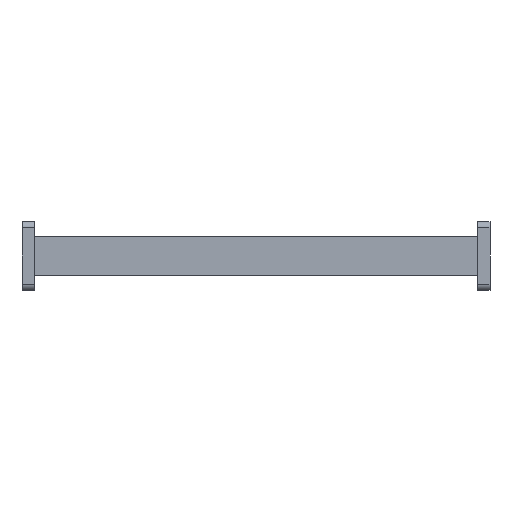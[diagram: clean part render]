
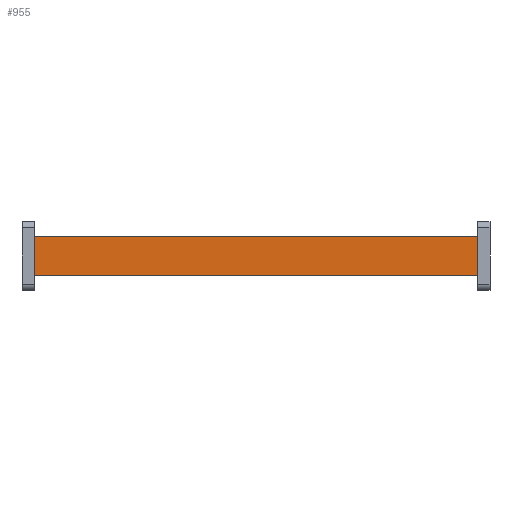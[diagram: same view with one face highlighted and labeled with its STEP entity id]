
A CAD part, front view. The second image highlights one B-rep face of the part: STEP entity #955.
In plain terms, the highlighted planar face has unit normal (0, -1, 0).
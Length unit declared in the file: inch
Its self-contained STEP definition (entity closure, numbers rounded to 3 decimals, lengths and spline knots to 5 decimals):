
#57 = DIRECTION ( 'NONE',  ( 0., 0., -1. ) ) ;
#93 = DIRECTION ( 'NONE',  ( 0., 1., 0. ) ) ;
#130 = EDGE_CURVE ( 'NONE', #656, #389, #981, .T. ) ;
#149 = CARTESIAN_POINT ( 'NONE',  ( 2.84252, -0.125, 0.25 ) ) ;
#156 = CARTESIAN_POINT ( 'NONE',  ( -2.84252, -0.125, -0.25 ) ) ;
#182 = LINE ( 'NONE', #1372, #381 ) ;
#187 = VECTOR ( 'NONE', #57, 39.37008 ) ;
#199 = PLANE ( 'NONE',  #692 ) ;
#251 = EDGE_CURVE ( 'NONE', #375, #1110, #783, .T. ) ;
#273 = EDGE_CURVE ( 'NONE', #375, #656, #182, .T. ) ;
#310 = FACE_OUTER_BOUND ( 'NONE', #1191, .T. ) ;
#325 = CARTESIAN_POINT ( 'NONE',  ( 2.84252, -0.125, -0.25 ) ) ;
#375 = VERTEX_POINT ( 'NONE', #149 ) ;
#381 = VECTOR ( 'NONE', #1098, 39.37008 ) ;
#389 = VERTEX_POINT ( 'NONE', #156 ) ;
#393 = ORIENTED_EDGE ( 'NONE', *, *, #273, .T. ) ;
#437 = CARTESIAN_POINT ( 'NONE',  ( 2.84252, -0.125, 0.25 ) ) ;
#455 = CARTESIAN_POINT ( 'NONE',  ( -2.84252, -0.125, 0.25 ) ) ;
#532 = DIRECTION ( 'NONE',  ( 0., 0., 1. ) ) ;
#550 = VECTOR ( 'NONE', #1464, 39.37008 ) ;
#656 = VERTEX_POINT ( 'NONE', #455 ) ;
#663 = ORIENTED_EDGE ( 'NONE', *, *, #1137, .F. ) ;
#692 = AXIS2_PLACEMENT_3D ( 'NONE', #1206, #93, #532 ) ;
#782 = DIRECTION ( 'NONE',  ( -1., 0., 0. ) ) ;
#783 = LINE ( 'NONE', #437, #550 ) ;
#791 = CARTESIAN_POINT ( 'NONE',  ( 2.84252, -0.125, -0.25 ) ) ;
#792 = VECTOR ( 'NONE', #782, 39.37008 ) ;
#887 = ORIENTED_EDGE ( 'NONE', *, *, #130, .T. ) ;
#927 = CARTESIAN_POINT ( 'NONE',  ( -2.84252, -0.125, 0.25 ) ) ;
#955 = ADVANCED_FACE ( 'NONE', ( #310 ), #199, .F. ) ;
#981 = LINE ( 'NONE', #927, #187 ) ;
#1098 = DIRECTION ( 'NONE',  ( -1., 0., 0. ) ) ;
#1110 = VERTEX_POINT ( 'NONE', #791 ) ;
#1137 = EDGE_CURVE ( 'NONE', #1110, #389, #1266, .T. ) ;
#1191 = EDGE_LOOP ( 'NONE', ( #887, #663, #1405, #393 ) ) ;
#1206 = CARTESIAN_POINT ( 'NONE',  ( 2.84252, -0.125, 0.25 ) ) ;
#1266 = LINE ( 'NONE', #325, #792 ) ;
#1372 = CARTESIAN_POINT ( 'NONE',  ( 2.84252, -0.125, 0.25 ) ) ;
#1405 = ORIENTED_EDGE ( 'NONE', *, *, #251, .F. ) ;
#1464 = DIRECTION ( 'NONE',  ( 0., 0., -1. ) ) ;
